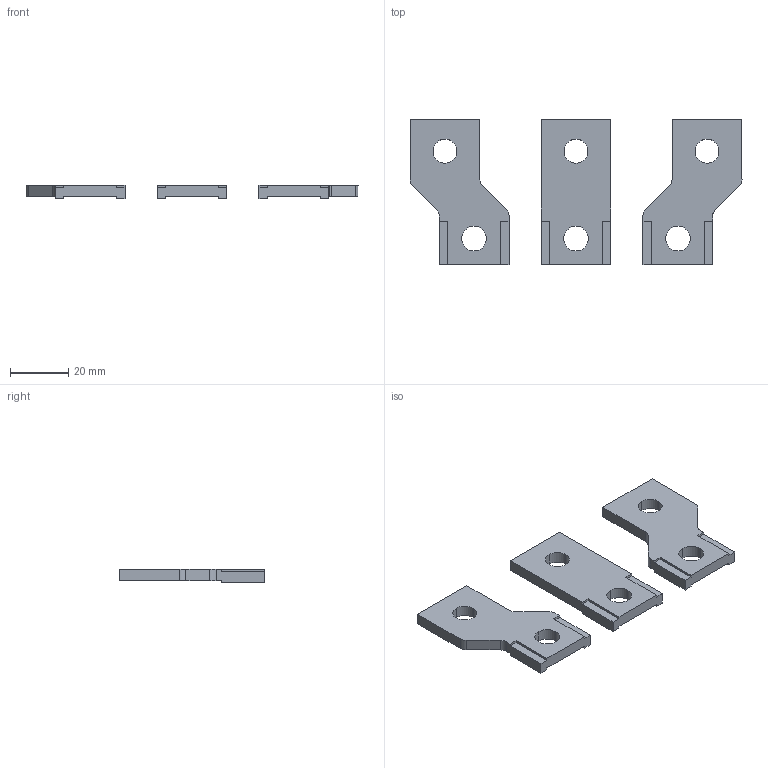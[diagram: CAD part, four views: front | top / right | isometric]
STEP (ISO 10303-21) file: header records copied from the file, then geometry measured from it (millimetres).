
FILE_DESCRIPTION((''),'2;1');
FILE_NAME('SB100043_3D-SOFTWARE_COLOUR_ASM','2013-06-14T',('SESA217760'),('Schneider-Electric'),'PRO/ENGINEER BY PARAMETRIC TECHNOLOGY CORPORATION, 2011410','PRO/ENGINEER BY PARAMETRIC TECHNOLOGY CORPORATION, 2011410','');
FILE_SCHEMA(('CONFIG_CONTROL_DESIGN'));
Length unit declared in the file: millimetre
Products named in the file (4): 00994173A__1_21_2_1; 00994172A__1_21_2_1; 00994174A__1_21_2_1; SB100043_3D-SOFTWARE_COLOUR_ASM
Assembly tree (3 placements, depth 2):
  SB100043_3D-SOFTWARE_COLOUR_ASM
    00994173A__1_21_2_1
    00994172A__1_21_2_1
    00994174A__1_21_2_1
Bounding box: 114 x 50 x 4.8 mm (x, y, z)
Volume: 13085.4 mm3; surface area: 9182.4 mm2
Topology: 3 solids, 3 shells, 95 faces, 292 edges, 203 vertices
Faces by surface type: plane 63, cylinder 32
Entity records: 3422 total; most frequent: CARTESIAN_POINT 597, ORIENTED_EDGE 584, DIRECTION 560, EDGE_CURVE 292, VECTOR 228, LINE 228, VERTEX_POINT 203, AXIS2_PLACEMENT_3D 166
